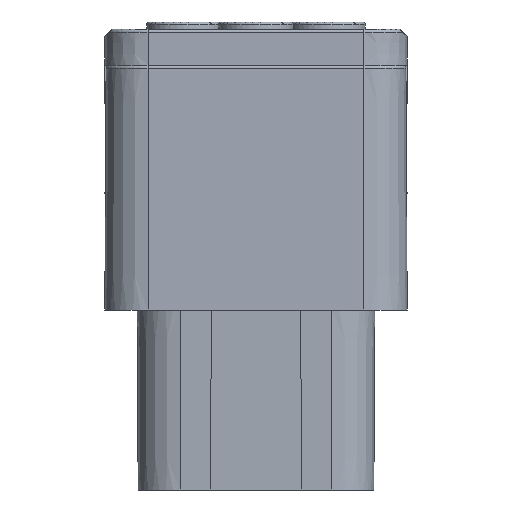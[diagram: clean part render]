
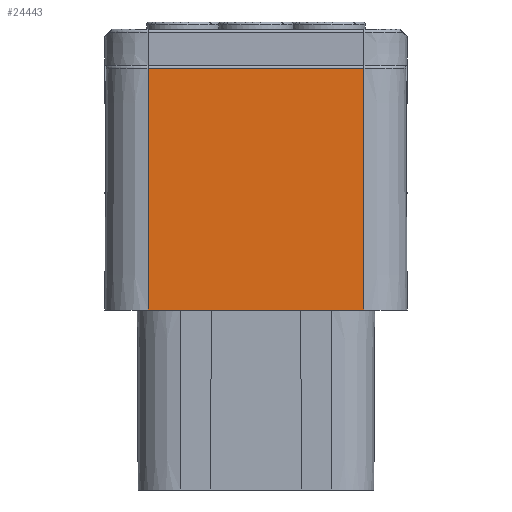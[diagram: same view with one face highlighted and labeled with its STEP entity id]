
A CAD part, front view. The second image highlights one B-rep face of the part: STEP entity #24443.
In plain terms, the highlighted planar face has unit normal (0, -1, 0.005).
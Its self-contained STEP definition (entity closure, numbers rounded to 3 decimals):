
#3800=DIRECTION('',(1.,0.,0.));
#3801=VECTOR('',#3800,15.);
#3802=CARTESIAN_POINT('',(41.188,36.165,-36.));
#3803=LINE('',#3802,#3801);
#8171=DIRECTION('',(0.,-0.005,-1.));
#8172=VECTOR('',#8171,16.801);
#8173=CARTESIAN_POINT('',(41.188,36.253,-19.199));
#8174=LINE('',#8173,#8172);
#8175=DIRECTION('',(1.,0.,0.));
#8176=VECTOR('',#8175,15.);
#8177=CARTESIAN_POINT('',(41.188,36.253,-19.199));
#8178=LINE('',#8177,#8176);
#8179=DIRECTION('',(0.,-0.005,-1.));
#8180=VECTOR('',#8179,16.801);
#8181=CARTESIAN_POINT('',(56.188,36.253,-19.199));
#8182=LINE('',#8181,#8180);
#11315=CARTESIAN_POINT('',(41.188,36.165,-36.));
#11317=VERTEX_POINT('',#11315);
#11318=CARTESIAN_POINT('',(56.188,36.165,-36.));
#11319=VERTEX_POINT('',#11318);
#11350=CARTESIAN_POINT('',(41.188,36.253,-19.199));
#11351=VERTEX_POINT('',#11350);
#11352=CARTESIAN_POINT('',(56.188,36.253,
-19.199));
#11353=VERTEX_POINT('',#11352);
#24431=CARTESIAN_POINT('',(56.691,36.165,-36.));
#24432=DIRECTION('',(0.,1.,-0.005));
#24433=DIRECTION('',(1.,0.,0.));
#24434=AXIS2_PLACEMENT_3D('',#24431,#24432,#24433);
#24435=PLANE('',#24434);
#24436=ORIENTED_EDGE('',*,*,#18457,.T.);
#24438=ORIENTED_EDGE('',*,*,#24437,.T.);
#24439=ORIENTED_EDGE('',*,*,#18684,.F.);
#24440=ORIENTED_EDGE('',*,*,#24424,.F.);
#24441=EDGE_LOOP('',(#24436,#24438,#24439,#24440));
#24442=FACE_OUTER_BOUND('',#24441,.F.);
#24443=ADVANCED_FACE('',(#24442),#24435,.F.);
#18457=EDGE_CURVE('',#11351,#11353,#8178,.T.);
#18684=EDGE_CURVE('',#11317,#11319,#3803,.T.);
#24424=EDGE_CURVE('',#11351,#11317,#8174,.T.);
#24437=EDGE_CURVE('',#11353,#11319,#8182,.T.);
